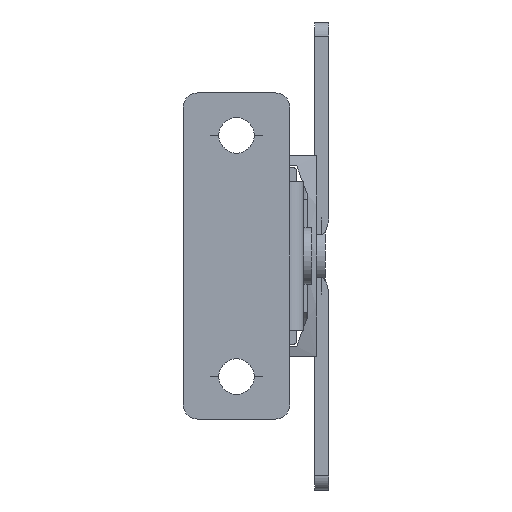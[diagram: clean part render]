
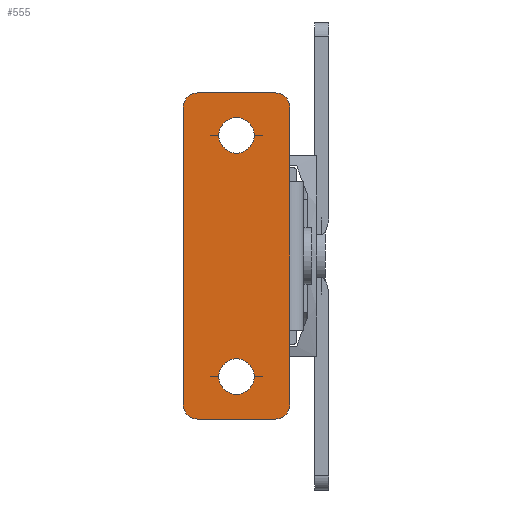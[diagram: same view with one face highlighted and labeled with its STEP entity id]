
A CAD part, left-side view. The second image highlights one B-rep face of the part: STEP entity #555.
In plain terms, the highlighted face is planar.
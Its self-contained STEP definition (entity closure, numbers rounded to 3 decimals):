
#204 = DIRECTION ( 'NONE',  ( 0., 1., 0. ) ) ;
#252 = AXIS2_PLACEMENT_3D ( 'NONE', #7422, #452, #716 ) ;
#254 = EDGE_LOOP ( 'NONE', ( #2430, #13774 ) ) ;
#443 = CARTESIAN_POINT ( 'NONE',  ( 17., -17., 7. ) ) ;
#452 = DIRECTION ( 'NONE',  ( 0., -1., 0. ) ) ;
#555 = ADVANCED_FACE ( 'NONE', ( #16769, #4560, #12425 ), #12594, .F. ) ;
#574 = DIRECTION ( 'NONE',  ( 1., 0., 0. ) ) ;
#689 = EDGE_CURVE ( 'NONE', #7758, #15915, #15875, .T. ) ;
#716 = DIRECTION ( 'NONE',  ( 0., 0., 1. ) ) ;
#851 = EDGE_CURVE ( 'NONE', #15048, #2231, #855, .T. ) ;
#855 = CIRCLE ( 'NONE', #14805, 2. ) ;
#871 = CARTESIAN_POINT ( 'NONE',  ( -21., -17., 4. ) ) ;
#875 = CARTESIAN_POINT ( 'NONE',  ( 21., -17., 2. ) ) ;
#1131 = DIRECTION ( 'NONE',  ( 0., -1., 0. ) ) ;
#1203 = CIRCLE ( 'NONE', #12884, 2.5 ) ;
#1206 = ORIENTED_EDGE ( 'NONE', *, *, #851, .T. ) ;
#1348 = AXIS2_PLACEMENT_3D ( 'NONE', #871, #15845, #6863 ) ;
#1651 = EDGE_LOOP ( 'NONE', ( #13043, #14227, #17134, #1206, #7991, #13030, #7680, #16306, #17174, #9834 ) ) ;
#1868 = CARTESIAN_POINT ( 'NONE',  ( 23., -17., 17. ) ) ;
#1891 = CARTESIAN_POINT ( 'NONE',  ( 23., -17., 15. ) ) ;
#1988 = AXIS2_PLACEMENT_3D ( 'NONE', #11336, #204, #16594 ) ;
#2154 = DIRECTION ( 'NONE',  ( 1., 0., 0. ) ) ;
#2169 = AXIS2_PLACEMENT_3D ( 'NONE', #9480, #13607, #6399 ) ;
#2231 = VERTEX_POINT ( 'NONE', #8331 ) ;
#2344 = EDGE_CURVE ( 'NONE', #12886, #11525, #14220, .T. ) ;
#2380 = CARTESIAN_POINT ( 'NONE',  ( 17., -17., 9.5 ) ) ;
#2430 = ORIENTED_EDGE ( 'NONE', *, *, #11731, .F. ) ;
#2490 = DIRECTION ( 'NONE',  ( 0., 0., 1. ) ) ;
#2560 = LINE ( 'NONE', #3976, #11738 ) ;
#3038 = EDGE_CURVE ( 'NONE', #8443, #10175, #16721, .T. ) ;
#3061 = CARTESIAN_POINT ( 'NONE',  ( 10.5, -17., 2. ) ) ;
#3513 = DIRECTION ( 'NONE',  ( 1., 0., 0. ) ) ;
#3516 = VERTEX_POINT ( 'NONE', #1891 ) ;
#3628 = DIRECTION ( 'NONE',  ( 0., 0., 1. ) ) ;
#3654 = CARTESIAN_POINT ( 'NONE',  ( -10.5, -17., 2. ) ) ;
#3976 = CARTESIAN_POINT ( 'NONE',  ( -23., -17., 2. ) ) ;
#4185 = EDGE_CURVE ( 'NONE', #10175, #7758, #7457, .T. ) ;
#4188 = EDGE_CURVE ( 'NONE', #12886, #6818, #8956, .T. ) ;
#4560 = FACE_BOUND ( 'NONE', #13799, .T. ) ;
#4562 = DIRECTION ( 'NONE',  ( 0., 0., 1. ) ) ;
#4913 = CIRCLE ( 'NONE', #8638, 2.5 ) ;
#5061 = EDGE_CURVE ( 'NONE', #14960, #8351, #14718, .T. ) ;
#5432 = CARTESIAN_POINT ( 'NONE',  ( -17., -17., 9.5 ) ) ;
#5703 = AXIS2_PLACEMENT_3D ( 'NONE', #5432, #10855, #16299 ) ;
#6062 = CARTESIAN_POINT ( 'NONE',  ( -21., -17., 17. ) ) ;
#6149 = LINE ( 'NONE', #1868, #8666 ) ;
#6234 = VERTEX_POINT ( 'NONE', #13314 ) ;
#6235 = CARTESIAN_POINT ( 'NONE',  ( 17., -17., 9.5 ) ) ;
#6399 = DIRECTION ( 'NONE',  ( 0., 0., 1. ) ) ;
#6450 = CARTESIAN_POINT ( 'NONE',  ( -23., -17., 17. ) ) ;
#6566 = EDGE_CURVE ( 'NONE', #11525, #8443, #17589, .T. ) ;
#6784 = CARTESIAN_POINT ( 'NONE',  ( -21., -17., 2. ) ) ;
#6815 = EDGE_CURVE ( 'NONE', #14676, #6234, #1203, .T. ) ;
#6818 = VERTEX_POINT ( 'NONE', #7429 ) ;
#6863 = DIRECTION ( 'NONE',  ( 0., 0., 1. ) ) ;
#6957 = CARTESIAN_POINT ( 'NONE',  ( -10.5, -17., 2. ) ) ;
#7125 = VECTOR ( 'NONE', #2154, 1000. ) ;
#7212 = DIRECTION ( 'NONE',  ( 0., 0., 1. ) ) ;
#7422 = CARTESIAN_POINT ( 'NONE',  ( -21., -17., 15. ) ) ;
#7429 = CARTESIAN_POINT ( 'NONE',  ( 21., -17., 17. ) ) ;
#7457 = LINE ( 'NONE', #11373, #17623 ) ;
#7492 = DIRECTION ( 'NONE',  ( 0., 0., -1. ) ) ;
#7680 = ORIENTED_EDGE ( 'NONE', *, *, #4188, .F. ) ;
#7758 = VERTEX_POINT ( 'NONE', #6957 ) ;
#7778 = VECTOR ( 'NONE', #14822, 1000. ) ;
#7991 = ORIENTED_EDGE ( 'NONE', *, *, #12838, .F. ) ;
#8179 = AXIS2_PLACEMENT_3D ( 'NONE', #6235, #12020, #2490 ) ;
#8284 = CIRCLE ( 'NONE', #5703, 2.5 ) ;
#8331 = CARTESIAN_POINT ( 'NONE',  ( 23., -17., 4. ) ) ;
#8351 = VERTEX_POINT ( 'NONE', #8614 ) ;
#8443 = VERTEX_POINT ( 'NONE', #10100 ) ;
#8614 = CARTESIAN_POINT ( 'NONE',  ( 17., -17., 12. ) ) ;
#8638 = AXIS2_PLACEMENT_3D ( 'NONE', #2380, #1131, #3628 ) ;
#8666 = VECTOR ( 'NONE', #7492, 1000. ) ;
#8956 = LINE ( 'NONE', #16806, #10756 ) ;
#9480 = CARTESIAN_POINT ( 'NONE',  ( 21., -17., 15. ) ) ;
#9649 = EDGE_CURVE ( 'NONE', #3516, #6818, #16685, .T. ) ;
#9834 = ORIENTED_EDGE ( 'NONE', *, *, #3038, .T. ) ;
#10100 = CARTESIAN_POINT ( 'NONE',  ( -23., -17., 4. ) ) ;
#10175 = VERTEX_POINT ( 'NONE', #6784 ) ;
#10259 = EDGE_CURVE ( 'NONE', #6234, #14676, #8284, .T. ) ;
#10504 = CARTESIAN_POINT ( 'NONE',  ( -17., -17., 7. ) ) ;
#10756 = VECTOR ( 'NONE', #574, 1000. ) ;
#10855 = DIRECTION ( 'NONE',  ( 0., 1., 0. ) ) ;
#11336 = CARTESIAN_POINT ( 'NONE',  ( -10.5, -17., 2. ) ) ;
#11373 = CARTESIAN_POINT ( 'NONE',  ( -23., -17., 2. ) ) ;
#11525 = VERTEX_POINT ( 'NONE', #17087 ) ;
#11731 = EDGE_CURVE ( 'NONE', #8351, #14960, #4913, .T. ) ;
#11738 = VECTOR ( 'NONE', #17359, 1000. ) ;
#11795 = EDGE_CURVE ( 'NONE', #15915, #15048, #2560, .T. ) ;
#12020 = DIRECTION ( 'NONE',  ( 0., -1., 0. ) ) ;
#12425 = FACE_OUTER_BOUND ( 'NONE', #1651, .T. ) ;
#12554 = DIRECTION ( 'NONE',  ( 0., -1., 0. ) ) ;
#12594 = PLANE ( 'NONE',  #1988 ) ;
#12695 = CARTESIAN_POINT ( 'NONE',  ( -17., -17., 9.5 ) ) ;
#12838 = EDGE_CURVE ( 'NONE', #3516, #2231, #6149, .T. ) ;
#12884 = AXIS2_PLACEMENT_3D ( 'NONE', #12695, #15620, #4562 ) ;
#12886 = VERTEX_POINT ( 'NONE', #6062 ) ;
#12901 = CARTESIAN_POINT ( 'NONE',  ( 21., -17., 4. ) ) ;
#13030 = ORIENTED_EDGE ( 'NONE', *, *, #9649, .T. ) ;
#13043 = ORIENTED_EDGE ( 'NONE', *, *, #4185, .T. ) ;
#13314 = CARTESIAN_POINT ( 'NONE',  ( -17., -17., 12. ) ) ;
#13607 = DIRECTION ( 'NONE',  ( 0., -1., 0. ) ) ;
#13774 = ORIENTED_EDGE ( 'NONE', *, *, #5061, .F. ) ;
#13799 = EDGE_LOOP ( 'NONE', ( #16277, #16121 ) ) ;
#14220 = CIRCLE ( 'NONE', #252, 2. ) ;
#14227 = ORIENTED_EDGE ( 'NONE', *, *, #689, .T. ) ;
#14676 = VERTEX_POINT ( 'NONE', #10504 ) ;
#14718 = CIRCLE ( 'NONE', #8179, 2.5 ) ;
#14805 = AXIS2_PLACEMENT_3D ( 'NONE', #12901, #12554, #7212 ) ;
#14822 = DIRECTION ( 'NONE',  ( 0., 0., -1. ) ) ;
#14960 = VERTEX_POINT ( 'NONE', #443 ) ;
#15048 = VERTEX_POINT ( 'NONE', #875 ) ;
#15620 = DIRECTION ( 'NONE',  ( 0., 1., 0. ) ) ;
#15845 = DIRECTION ( 'NONE',  ( 0., -1., 0. ) ) ;
#15875 = LINE ( 'NONE', #3654, #7125 ) ;
#15915 = VERTEX_POINT ( 'NONE', #3061 ) ;
#16121 = ORIENTED_EDGE ( 'NONE', *, *, #6815, .T. ) ;
#16277 = ORIENTED_EDGE ( 'NONE', *, *, #10259, .T. ) ;
#16299 = DIRECTION ( 'NONE',  ( 0., 0., 1. ) ) ;
#16306 = ORIENTED_EDGE ( 'NONE', *, *, #2344, .T. ) ;
#16594 = DIRECTION ( 'NONE',  ( 0., 0., 1. ) ) ;
#16685 = CIRCLE ( 'NONE', #2169, 2. ) ;
#16721 = CIRCLE ( 'NONE', #1348, 2. ) ;
#16769 = FACE_BOUND ( 'NONE', #254, .T. ) ;
#16806 = CARTESIAN_POINT ( 'NONE',  ( -23., -17., 17. ) ) ;
#17087 = CARTESIAN_POINT ( 'NONE',  ( -23., -17., 15. ) ) ;
#17134 = ORIENTED_EDGE ( 'NONE', *, *, #11795, .T. ) ;
#17174 = ORIENTED_EDGE ( 'NONE', *, *, #6566, .T. ) ;
#17359 = DIRECTION ( 'NONE',  ( 1., 0., 0. ) ) ;
#17589 = LINE ( 'NONE', #6450, #7778 ) ;
#17623 = VECTOR ( 'NONE', #3513, 1000. ) ;
